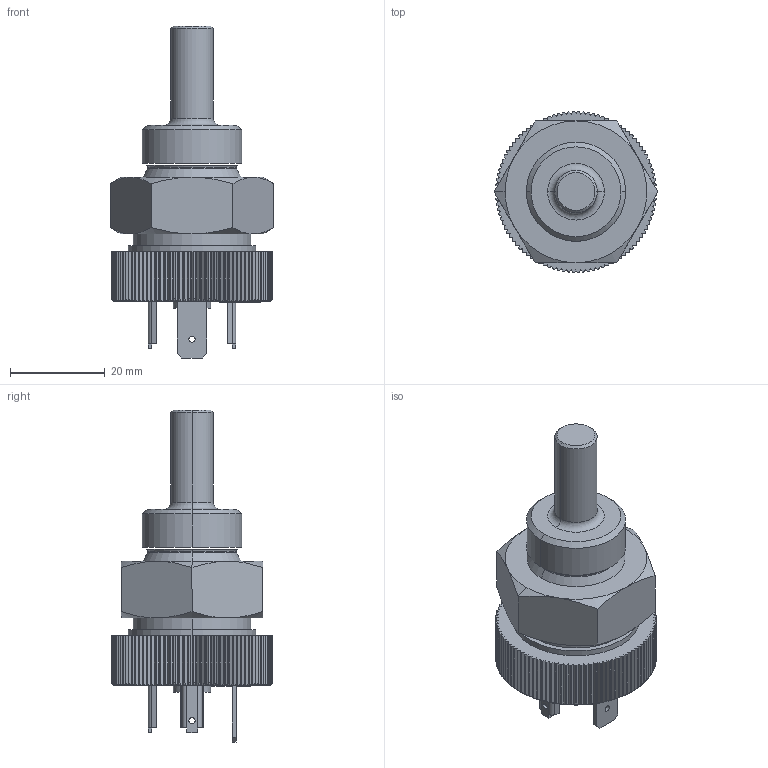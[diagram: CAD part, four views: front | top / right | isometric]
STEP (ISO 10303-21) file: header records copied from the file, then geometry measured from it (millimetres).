
FILE_DESCRIPTION (( 'STEP AP214' ), '1' );
FILE_NAME ('580E.STEP', '2020-02-13T10:28:03', ( '' ), ( '' ), 'SwSTEP 2.0', 'SolidWorks 2019', '' );
FILE_SCHEMA (( 'AUTOMOTIVE_DESIGN' ));
Length unit declared in the file: millimetre
Products named in the file (1): 580E
Bounding box: 34.64 x 33.99 x 70.25 mm (x, y, z)
Surface area: 7854.1 mm2 (no closed solid volume)
Topology: 0 solids, 9 shells, 647 faces, 2056 edges, 1409 vertices
Faces by surface type: plane 366, cylinder 142, torus 106, cone 20, bspline 13
Entity records: 31826 total; most frequent: CARTESIAN_POINT 7100, ORIENTED_EDGE 3609, DIRECTION 3419, EDGE_CURVE 2056, VERTEX_POINT 1409, VECTOR 1283, LINE 1283, AXIS2_PLACEMENT_3D 1068
